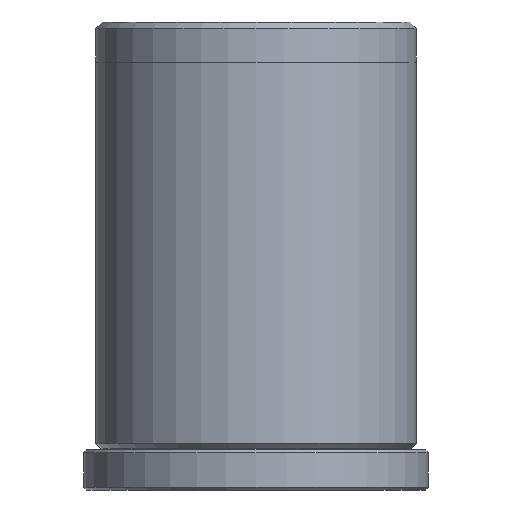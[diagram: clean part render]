
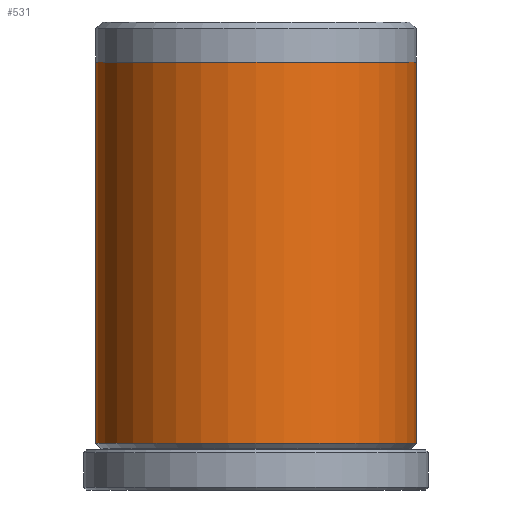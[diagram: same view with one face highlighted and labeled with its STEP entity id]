
A CAD part, front view. The second image highlights one B-rep face of the part: STEP entity #531.
In plain terms, the highlighted cylindrical face has radius 12 mm (diameter 24 mm), a partial arc.
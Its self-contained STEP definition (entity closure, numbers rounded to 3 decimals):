
#18 = CARTESIAN_POINT ( 'NONE',  ( 0., 0., 3.5 ) ) ;
#21 = ORIENTED_EDGE ( 'NONE', *, *, #2370, .F. ) ;
#172 = ORIENTED_EDGE ( 'NONE', *, *, #1838, .F. ) ;
#237 = DIRECTION ( 'NONE',  ( -1., 0., 0. ) ) ;
#267 = VERTEX_POINT ( 'NONE', #1850 ) ;
#283 = CARTESIAN_POINT ( 'NONE',  ( 12., 0., 35. ) ) ;
#355 = DIRECTION ( 'NONE',  ( 0., 0., -1. ) ) ;
#379 = DIRECTION ( 'NONE',  ( 0., 0., -1. ) ) ;
#471 = EDGE_CURVE ( 'NONE', #629, #775, #2050, .T. ) ;
#531 = ADVANCED_FACE ( 'NONE', ( #716 ), #592, .T. ) ;
#592 = CYLINDRICAL_SURFACE ( 'NONE', #1406, 12. ) ;
#629 = VERTEX_POINT ( 'NONE', #1792 ) ;
#716 = FACE_OUTER_BOUND ( 'NONE', #2193, .T. ) ;
#775 = VERTEX_POINT ( 'NONE', #1160 ) ;
#857 = AXIS2_PLACEMENT_3D ( 'NONE', #2158, #894, #2374 ) ;
#894 = DIRECTION ( 'NONE',  ( 0., 0., 1. ) ) ;
#1056 = CARTESIAN_POINT ( 'NONE',  ( -12., 0., 3.5 ) ) ;
#1160 = CARTESIAN_POINT ( 'NONE',  ( 12., 0., 3.5 ) ) ;
#1353 = DIRECTION ( 'NONE',  ( 0., 0., -1. ) ) ;
#1361 = CARTESIAN_POINT ( 'NONE',  ( 0., 0., 35. ) ) ;
#1406 = AXIS2_PLACEMENT_3D ( 'NONE', #1361, #1353, #1746 ) ;
#1430 = VECTOR ( 'NONE', #355, 1000. ) ;
#1454 = ORIENTED_EDGE ( 'NONE', *, *, #2167, .T. ) ;
#1518 = DIRECTION ( 'NONE',  ( 0., 0., -1. ) ) ;
#1654 = CARTESIAN_POINT ( 'NONE',  ( -12., 0., 35. ) ) ;
#1699 = VERTEX_POINT ( 'NONE', #1056 ) ;
#1746 = DIRECTION ( 'NONE',  ( -1., 0., 0. ) ) ;
#1775 = ORIENTED_EDGE ( 'NONE', *, *, #471, .F. ) ;
#1792 = CARTESIAN_POINT ( 'NONE',  ( 12., 0., 32. ) ) ;
#1838 = EDGE_CURVE ( 'NONE', #267, #629, #2691, .T. ) ;
#1850 = CARTESIAN_POINT ( 'NONE',  ( -12., 0., 32. ) ) ;
#2050 = LINE ( 'NONE', #283, #1430 ) ;
#2062 = CIRCLE ( 'NONE', #2571, 12. ) ;
#2158 = CARTESIAN_POINT ( 'NONE',  ( 0., 0., 32. ) ) ;
#2167 = EDGE_CURVE ( 'NONE', #267, #1699, #2531, .T. ) ;
#2193 = EDGE_LOOP ( 'NONE', ( #1775, #172, #1454, #21 ) ) ;
#2370 = EDGE_CURVE ( 'NONE', #775, #1699, #2062, .T. ) ;
#2374 = DIRECTION ( 'NONE',  ( 1., 0., 0. ) ) ;
#2462 = VECTOR ( 'NONE', #379, 1000. ) ;
#2531 = LINE ( 'NONE', #1654, #2462 ) ;
#2571 = AXIS2_PLACEMENT_3D ( 'NONE', #18, #1518, #237 ) ;
#2691 = CIRCLE ( 'NONE', #857, 12. ) ;
